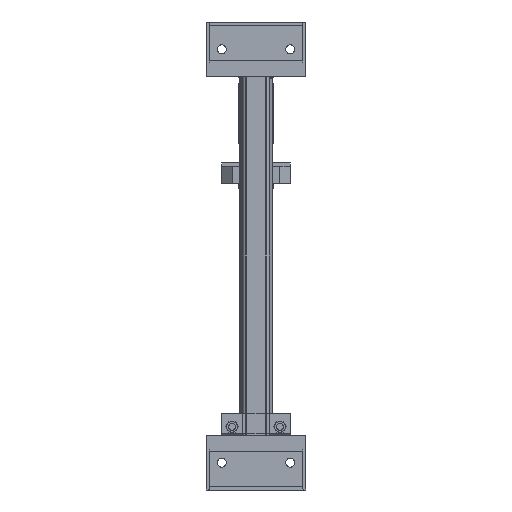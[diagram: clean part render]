
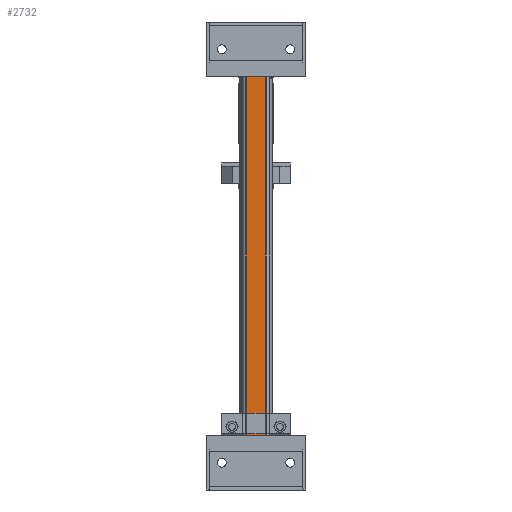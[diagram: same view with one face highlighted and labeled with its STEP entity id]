
A CAD part, left-side view. The second image highlights one B-rep face of the part: STEP entity #2732.
In plain terms, the highlighted face is planar.
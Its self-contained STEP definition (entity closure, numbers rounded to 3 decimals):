
#2732=ADVANCED_FACE('',(#4873),#4874,.T.);
#4873=FACE_OUTER_BOUND('',#7878,.T.);
#4874=PLANE('',#7879);
#7878=EDGE_LOOP('',(#16210,#16211,#16212,#16213));
#7879=AXIS2_PLACEMENT_3D('',#16214,#16215,#16216);
#16210=ORIENTED_EDGE('',*,*,#18525,.T.);
#16211=ORIENTED_EDGE('',*,*,#19566,.F.);
#16212=ORIENTED_EDGE('',*,*,#19567,.T.);
#16213=ORIENTED_EDGE('',*,*,#19459,.T.);
#16214=CARTESIAN_POINT('',(0.,20.,0.));
#16215=DIRECTION('',(0.,1.,0.));
#16216=DIRECTION('',(-1.,0.,0.));
#18525=EDGE_CURVE('',#20316,#20325,#20327,.T.);
#19459=EDGE_CURVE('',#21791,#20316,#21792,.T.);
#19566=EDGE_CURVE('',#21937,#20325,#21938,.T.);
#19567=EDGE_CURVE('',#21937,#21791,#21939,.T.);
#20316=VERTEX_POINT('',#23186);
#20325=VERTEX_POINT('',#23197);
#20327=LINE('',#23199,#23200);
#21791=VERTEX_POINT('',#27545);
#21792=LINE('',#27546,#27547);
#21937=VERTEX_POINT('',#27934);
#21938=LINE('',#27935,#27936);
#21939=LINE('',#27937,#27938);
#23186=CARTESIAN_POINT('',(-14.,20.,525.));
#23197=CARTESIAN_POINT('',(14.,20.,525.));
#23199=CARTESIAN_POINT('',(14.,20.,525.));
#23200=VECTOR('',#29959,1.);
#27545=CARTESIAN_POINT('',(-14.,20.,0.));
#27546=CARTESIAN_POINT('',(-14.,20.,0.));
#27547=VECTOR('',#30936,1.);
#27934=CARTESIAN_POINT('',(14.,20.,0.));
#27935=CARTESIAN_POINT('',(14.,20.,0.));
#27936=VECTOR('',#31026,1.);
#27937=CARTESIAN_POINT('',(14.,20.,0.));
#27938=VECTOR('',#31027,1.);
#29959=DIRECTION('',(1.,0.,0.));
#30936=DIRECTION('',(0.,0.,1.));
#31026=DIRECTION('',(0.,0.,1.));
#31027=DIRECTION('',(-1.,0.,0.));
